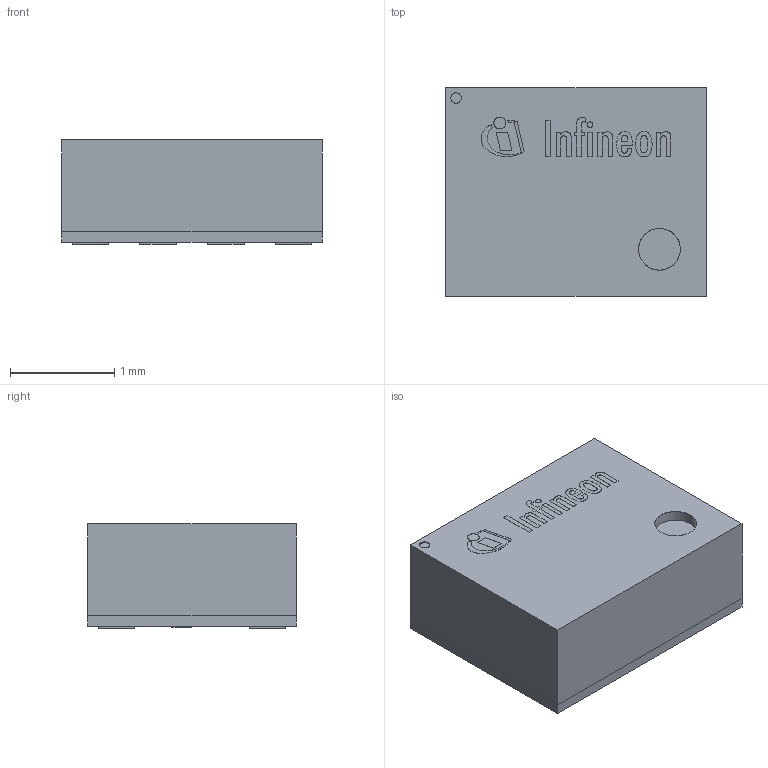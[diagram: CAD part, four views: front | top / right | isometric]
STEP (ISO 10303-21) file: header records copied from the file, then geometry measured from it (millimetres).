
FILE_DESCRIPTION(('Open CASCADE Model'),'2;1');
FILE_NAME('Open CASCADE Shape Model','2019-09-04T09:03:48',('Author'),( 'Open CASCADE'),'Open CASCADE STEP processor 6.5','Open CASCADE 6.5' ,'Unknown');
FILE_SCHEMA(('AUTOMOTIVE_DESIGN { 1 0 10303 214 1 1 1 1 }'));
Length unit declared in the file: millimetre
Products named in the file (272): CADSOFTTOOLS 2; CADSOFTTOOLS 2.1; CADSOFTTOOLS 2.2; CADSOFTTOOLS 2.3; CADSOFTTOOLS 2.4; CADSOFTTOOLS 2.5; CADSOFTTOOLS 2.6; CADSOFTTOOLS 2.7; CADSOFTTOOLS 2.8; CADSOFTTOOLS 2.9; CADSOFTTOOLS 2.10; CADSOFTTOOLS 2.11; CADSOFTTOOLS 2.12; CADSOFTTOOLS 2.13; CADSOFTTOOLS 2.14; CADSOFTTOOLS 2.15; CADSOFTTOOLS 2.16; CADSOFTTOOLS 2.17; CADSOFTTOOLS 2.18; CADSOFTTOOLS 2.19; CADSOFTTOOLS 2.20; CADSOFTTOOLS 2.21; CADSOFTTOOLS 2.22; CADSOFTTOOLS 2.23; CADSOFTTOOLS 2.24; CADSOFTTOOLS 2.25; CADSOFTTOOLS 2.26; CADSOFTTOOLS 2.27; CADSOFTTOOLS 2.28; CADSOFTTOOLS 2.29; CADSOFTTOOLS 2.30; CADSOFTTOOLS 2.31; CADSOFTTOOLS 2.32; CADSOFTTOOLS 2.33; CADSOFTTOOLS 2.34; CADSOFTTOOLS 2.35; CADSOFTTOOLS 2.36; CADSOFTTOOLS 2.37; CADSOFTTOOLS 2.38; CADSOFTTOOLS 2.39 ...
Assembly tree (271 placements, depth 2):
  CADSOFTTOOLS 2
    CADSOFTTOOLS 2.1
    CADSOFTTOOLS 2.2
    CADSOFTTOOLS 2.3
    CADSOFTTOOLS 2.4
    CADSOFTTOOLS 2.5
    CADSOFTTOOLS 2.6
    CADSOFTTOOLS 2.7
    CADSOFTTOOLS 2.8
    CADSOFTTOOLS 2.9
    CADSOFTTOOLS 2.10
    CADSOFTTOOLS 2.11
    CADSOFTTOOLS 2.12
    CADSOFTTOOLS 2.13
    CADSOFTTOOLS 2.14
    CADSOFTTOOLS 2.15
    CADSOFTTOOLS 2.16
    CADSOFTTOOLS 2.17
    CADSOFTTOOLS 2.18
    CADSOFTTOOLS 2.19
    CADSOFTTOOLS 2.20
    CADSOFTTOOLS 2.21
    CADSOFTTOOLS 2.22
    CADSOFTTOOLS 2.23
    CADSOFTTOOLS 2.24
    CADSOFTTOOLS 2.25
    CADSOFTTOOLS 2.26
    CADSOFTTOOLS 2.27
    CADSOFTTOOLS 2.28
    CADSOFTTOOLS 2.29
    CADSOFTTOOLS 2.30
    CADSOFTTOOLS 2.31
    CADSOFTTOOLS 2.32
    CADSOFTTOOLS 2.33
    CADSOFTTOOLS 2.34
    CADSOFTTOOLS 2.35
    CADSOFTTOOLS 2.36
    CADSOFTTOOLS 2.37
    CADSOFTTOOLS 2.38
    CADSOFTTOOLS 2.39
    CADSOFTTOOLS 2.40
    CADSOFTTOOLS 2.41
    CADSOFTTOOLS 2.42
    CADSOFTTOOLS 2.43
    CADSOFTTOOLS 2.44
    CADSOFTTOOLS 2.45
    CADSOFTTOOLS 2.46
    CADSOFTTOOLS 2.47
    CADSOFTTOOLS 2.48
    CADSOFTTOOLS 2.49
    CADSOFTTOOLS 2.50
    CADSOFTTOOLS 2.51
    CADSOFTTOOLS 2.52
    CADSOFTTOOLS 2.53
    CADSOFTTOOLS 2.54
    CADSOFTTOOLS 2.55
    CADSOFTTOOLS 2.56
    CADSOFTTOOLS 2.57
    CADSOFTTOOLS 2.58
    CADSOFTTOOLS 2.59
Bounding box: 2.5 x 2 x 1 mm (x, y, z)
Surface area: 31.7 mm2 (no closed solid volume)
Topology: 0 solids, 271 shells, 271 faces, 1325 edges, 1317 vertices
Faces by surface type: plane 153, cylinder 117, torus 1
Full cylindrical faces by diameter (mm): 0.051 x1, 0.056 x1, 0.1 x2, 0.115 x1, 0.2 x1, 0.4 x1
Entity records: 30036 total; most frequent: CARTESIAN_POINT 12879, B_SPLINE_CURVE_WITH_KNOTS 1921, ORIENTED_EDGE 1333, PCURVE 1333, DEFINITIONAL_REPRESENTATION 1333, EDGE_CURVE 1325, VERTEX_POINT 1317, SURFACE_CURVE 1317
